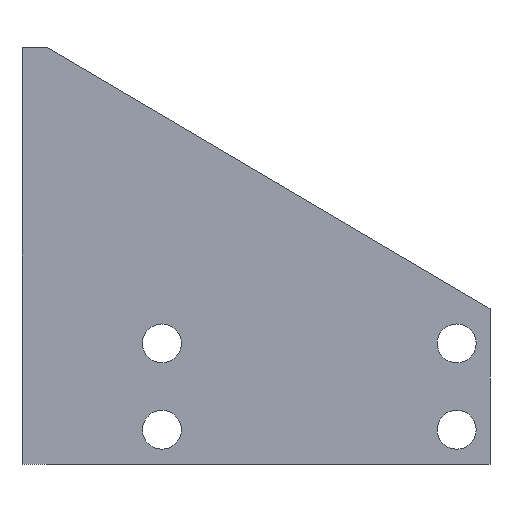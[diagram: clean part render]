
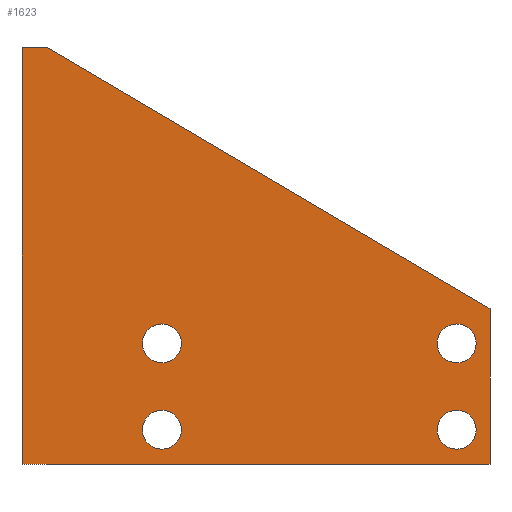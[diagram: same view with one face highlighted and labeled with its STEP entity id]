
A CAD part, left-side view. The second image highlights one B-rep face of the part: STEP entity #1623.
In plain terms, the highlighted planar face has unit normal (-1, 0, 0).
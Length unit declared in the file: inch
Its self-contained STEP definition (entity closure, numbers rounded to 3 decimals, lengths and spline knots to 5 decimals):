
#142 = AXIS2_PLACEMENT_3D ( 'NONE', #2152, #953, #2354 ) ;
#144 = CIRCLE ( 'NONE', #855, 0.07 ) ;
#147 = CARTESIAN_POINT ( 'NONE',  ( -0.75, -0.41314, -0.695 ) ) ;
#166 = ORIENTED_EDGE ( 'NONE', *, *, #1411, .F. ) ;
#191 = EDGE_LOOP ( 'NONE', ( #1979, #1206 ) ) ;
#205 = CIRCLE ( 'NONE', #737, 0.07 ) ;
#255 = VERTEX_POINT ( 'NONE', #472 ) ;
#270 = EDGE_CURVE ( 'NONE', #2380, #255, #1084, .T. ) ;
#278 = DIRECTION ( 'NONE',  ( 0., 0., -1. ) ) ;
#289 = VERTEX_POINT ( 'NONE', #2477 ) ;
#320 = CARTESIAN_POINT ( 'NONE',  ( -0.75, 0.09, 0.75 ) ) ;
#334 = ORIENTED_EDGE ( 'NONE', *, *, #1732, .F. ) ;
#383 = CIRCLE ( 'NONE', #2396, 0.07 ) ;
#406 = FACE_BOUND ( 'NONE', #191, .T. ) ;
#435 = VERTEX_POINT ( 'NONE', #2169 ) ;
#467 = DIRECTION ( 'NONE',  ( 0., 0., 1. ) ) ;
#469 = ORIENTED_EDGE ( 'NONE', *, *, #1418, .T. ) ;
#472 = CARTESIAN_POINT ( 'NONE',  ( -0.75, 0.09, 0.75 ) ) ;
#478 = PLANE ( 'NONE',  #959 ) ;
#494 = DIRECTION ( 'NONE',  ( -1., 0., 0. ) ) ;
#503 = DIRECTION ( 'NONE',  ( -1., 0., 0. ) ) ;
#513 = DIRECTION ( 'NONE',  ( 1., 0., 0. ) ) ;
#521 = CARTESIAN_POINT ( 'NONE',  ( -0.75, -0.41314, -0.3143 ) ) ;
#540 = LINE ( 'NONE', #1019, #1579 ) ;
#560 = DIRECTION ( 'NONE',  ( 0., -1., 0. ) ) ;
#571 = CARTESIAN_POINT ( 'NONE',  ( -0.75, -1.5936, -0.1893 ) ) ;
#576 = VECTOR ( 'NONE', #2086, 39.37008 ) ;
#606 = VERTEX_POINT ( 'NONE', #1499 ) ;
#612 = VERTEX_POINT ( 'NONE', #1486 ) ;
#647 = EDGE_CURVE ( 'NONE', #1815, #1366, #990, .T. ) ;
#651 = CARTESIAN_POINT ( 'NONE',  ( -0.75, 0.09, 0.75 ) ) ;
#709 = DIRECTION ( 'NONE',  ( 0., 0., 1. ) ) ;
#719 = DIRECTION ( 'NONE',  ( -1., 0., 0. ) ) ;
#737 = AXIS2_PLACEMENT_3D ( 'NONE', #2141, #939, #2336 ) ;
#741 = CARTESIAN_POINT ( 'NONE',  ( -0.75, -0.41314, -0.3143 ) ) ;
#762 = VECTOR ( 'NONE', #2294, 39.37008 ) ;
#806 = EDGE_CURVE ( 'NONE', #612, #435, #1812, .T. ) ;
#855 = AXIS2_PLACEMENT_3D ( 'NONE', #2089, #2034, #1943 ) ;
#891 = DIRECTION ( 'NONE',  ( 0., 0., 1. ) ) ;
#903 = CARTESIAN_POINT ( 'NONE',  ( -0.75, 0.09, -0.75 ) ) ;
#912 = ORIENTED_EDGE ( 'NONE', *, *, #2301, .F. ) ;
#915 = EDGE_CURVE ( 'NONE', #2504, #289, #2211, .T. ) ;
#923 = ORIENTED_EDGE ( 'NONE', *, *, #2176, .T. ) ;
#939 = DIRECTION ( 'NONE',  ( -1., 0., 0. ) ) ;
#953 = DIRECTION ( 'NONE',  ( -1., 0., 0. ) ) ;
#959 = AXIS2_PLACEMENT_3D ( 'NONE', #320, #513, #278 ) ;
#967 = VERTEX_POINT ( 'NONE', #571 ) ;
#969 = VECTOR ( 'NONE', #560, 39.37008 ) ;
#978 = CARTESIAN_POINT ( 'NONE',  ( -0.75, -0.41314, -0.3843 ) ) ;
#979 = EDGE_CURVE ( 'NONE', #289, #2504, #1080, .T. ) ;
#990 = CIRCLE ( 'NONE', #1441, 0.07 ) ;
#1019 = CARTESIAN_POINT ( 'NONE',  ( -0.75, -1.5936, -0.75 ) ) ;
#1051 = DIRECTION ( 'NONE',  ( 0., 0., 1. ) ) ;
#1054 = DIRECTION ( 'NONE',  ( -1., 0., 0. ) ) ;
#1060 = CARTESIAN_POINT ( 'NONE',  ( -0.75, -1.4738, -0.3143 ) ) ;
#1061 = EDGE_LOOP ( 'NONE', ( #1368, #334 ) ) ;
#1080 = CIRCLE ( 'NONE', #1251, 0.07 ) ;
#1084 = LINE ( 'NONE', #651, #576 ) ;
#1100 = ORIENTED_EDGE ( 'NONE', *, *, #270, .F. ) ;
#1137 = CARTESIAN_POINT ( 'NONE',  ( -0.75, -0.41314, -0.555 ) ) ;
#1206 = ORIENTED_EDGE ( 'NONE', *, *, #915, .F. ) ;
#1232 = CARTESIAN_POINT ( 'NONE',  ( -0.75, -0.41314, -0.625 ) ) ;
#1251 = AXIS2_PLACEMENT_3D ( 'NONE', #521, #494, #467 ) ;
#1265 = LINE ( 'NONE', #903, #762 ) ;
#1278 = AXIS2_PLACEMENT_3D ( 'NONE', #741, #719, #709 ) ;
#1279 = CARTESIAN_POINT ( 'NONE',  ( -0.75, -1.5936, -0.1893 ) ) ;
#1330 = DIRECTION ( 'NONE',  ( 0., 0.861, 0.508 ) ) ;
#1337 = AXIS2_PLACEMENT_3D ( 'NONE', #1060, #1054, #1051 ) ;
#1341 = CARTESIAN_POINT ( 'NONE',  ( -0.75, 0.09, -0.75 ) ) ;
#1344 = DIRECTION ( 'NONE',  ( 0., 0., 1. ) ) ;
#1355 = VECTOR ( 'NONE', #1330, 39.37008 ) ;
#1366 = VERTEX_POINT ( 'NONE', #2271 ) ;
#1368 = ORIENTED_EDGE ( 'NONE', *, *, #806, .F. ) ;
#1388 = DIRECTION ( 'NONE',  ( 0., 0., 1. ) ) ;
#1391 = DIRECTION ( 'NONE',  ( -1., 0., 0. ) ) ;
#1405 = CARTESIAN_POINT ( 'NONE',  ( -0.75, -1.4738, -0.625 ) ) ;
#1411 = EDGE_CURVE ( 'NONE', #2365, #1718, #383, .T. ) ;
#1418 = EDGE_CURVE ( 'NONE', #967, #1824, #1919, .T. ) ;
#1426 = CIRCLE ( 'NONE', #142, 0.07 ) ;
#1441 = AXIS2_PLACEMENT_3D ( 'NONE', #1405, #1391, #1388 ) ;
#1445 = FACE_BOUND ( 'NONE', #1061, .T. ) ;
#1486 = CARTESIAN_POINT ( 'NONE',  ( -0.75, -1.4738, -0.2443 ) ) ;
#1489 = LINE ( 'NONE', #1722, #969 ) ;
#1499 = CARTESIAN_POINT ( 'NONE',  ( -0.75, -1.5936, -0.75 ) ) ;
#1510 = FACE_BOUND ( 'NONE', #1564, .T. ) ;
#1539 = EDGE_LOOP ( 'NONE', ( #166, #1763 ) ) ;
#1564 = EDGE_LOOP ( 'NONE', ( #1937, #2475 ) ) ;
#1579 = VECTOR ( 'NONE', #891, 39.37008 ) ;
#1623 = ADVANCED_FACE ( 'NONE', ( #1510, #2443, #406, #1445, #1938 ), #478, .F. ) ;
#1718 = VERTEX_POINT ( 'NONE', #147 ) ;
#1722 = CARTESIAN_POINT ( 'NONE',  ( -0.75, 0.09, 0.75 ) ) ;
#1727 = CARTESIAN_POINT ( 'NONE',  ( -0.75, 0., 0.75 ) ) ;
#1732 = EDGE_CURVE ( 'NONE', #435, #612, #144, .T. ) ;
#1746 = EDGE_CURVE ( 'NONE', #606, #967, #540, .T. ) ;
#1763 = ORIENTED_EDGE ( 'NONE', *, *, #2338, .F. ) ;
#1812 = CIRCLE ( 'NONE', #1337, 0.07 ) ;
#1815 = VERTEX_POINT ( 'NONE', #2127 ) ;
#1824 = VERTEX_POINT ( 'NONE', #1727 ) ;
#1857 = EDGE_CURVE ( 'NONE', #1366, #1815, #205, .T. ) ;
#1919 = LINE ( 'NONE', #1279, #1355 ) ;
#1937 = ORIENTED_EDGE ( 'NONE', *, *, #647, .F. ) ;
#1938 = FACE_OUTER_BOUND ( 'NONE', #2318, .T. ) ;
#1943 = DIRECTION ( 'NONE',  ( 0., 0., 1. ) ) ;
#1979 = ORIENTED_EDGE ( 'NONE', *, *, #979, .F. ) ;
#2034 = DIRECTION ( 'NONE',  ( -1., 0., 0. ) ) ;
#2086 = DIRECTION ( 'NONE',  ( 0., 0., 1. ) ) ;
#2089 = CARTESIAN_POINT ( 'NONE',  ( -0.75, -1.4738, -0.3143 ) ) ;
#2127 = CARTESIAN_POINT ( 'NONE',  ( -0.75, -1.4738, -0.555 ) ) ;
#2141 = CARTESIAN_POINT ( 'NONE',  ( -0.75, -1.4738, -0.625 ) ) ;
#2152 = CARTESIAN_POINT ( 'NONE',  ( -0.75, -0.41314, -0.625 ) ) ;
#2169 = CARTESIAN_POINT ( 'NONE',  ( -0.75, -1.4738, -0.3843 ) ) ;
#2176 = EDGE_CURVE ( 'NONE', #2380, #606, #1265, .T. ) ;
#2211 = CIRCLE ( 'NONE', #1278, 0.07 ) ;
#2271 = CARTESIAN_POINT ( 'NONE',  ( -0.75, -1.4738, -0.695 ) ) ;
#2294 = DIRECTION ( 'NONE',  ( 0., -1., 0. ) ) ;
#2301 = EDGE_CURVE ( 'NONE', #255, #1824, #1489, .T. ) ;
#2318 = EDGE_LOOP ( 'NONE', ( #923, #2351, #469, #912, #1100 ) ) ;
#2336 = DIRECTION ( 'NONE',  ( 0., 0., 1. ) ) ;
#2338 = EDGE_CURVE ( 'NONE', #1718, #2365, #1426, .T. ) ;
#2351 = ORIENTED_EDGE ( 'NONE', *, *, #1746, .T. ) ;
#2354 = DIRECTION ( 'NONE',  ( 0., 0., 1. ) ) ;
#2365 = VERTEX_POINT ( 'NONE', #1137 ) ;
#2380 = VERTEX_POINT ( 'NONE', #1341 ) ;
#2396 = AXIS2_PLACEMENT_3D ( 'NONE', #1232, #503, #1344 ) ;
#2443 = FACE_BOUND ( 'NONE', #1539, .T. ) ;
#2475 = ORIENTED_EDGE ( 'NONE', *, *, #1857, .F. ) ;
#2477 = CARTESIAN_POINT ( 'NONE',  ( -0.75, -0.41314, -0.2443 ) ) ;
#2504 = VERTEX_POINT ( 'NONE', #978 ) ;
